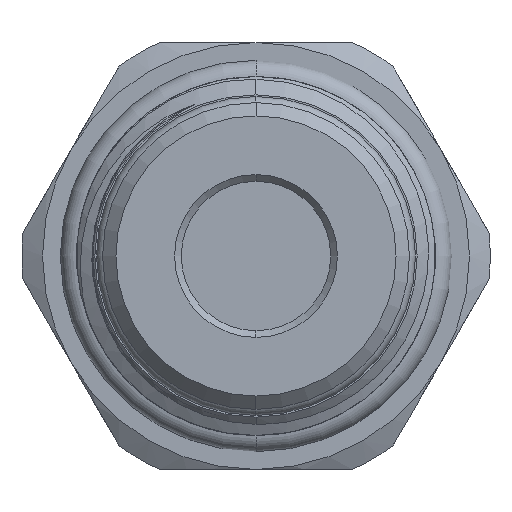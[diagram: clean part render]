
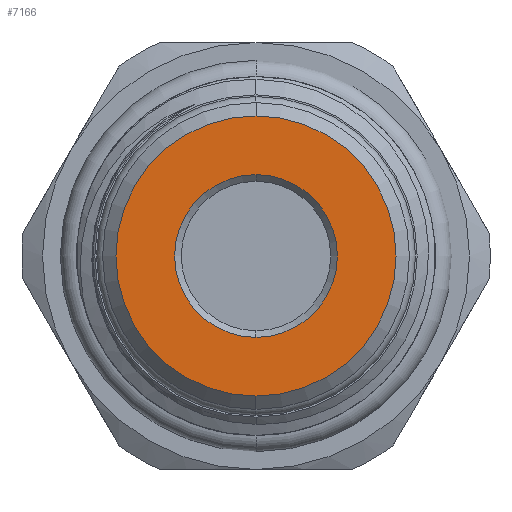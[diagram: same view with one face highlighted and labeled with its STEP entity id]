
A CAD part, left-side view. The second image highlights one B-rep face of the part: STEP entity #7166.
In plain terms, the highlighted planar face has unit normal (-1, 0, 0).
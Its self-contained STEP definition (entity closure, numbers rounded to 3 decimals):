
#399 = EDGE_CURVE ( 'NONE', #1726, #5935, #1191, .T. ) ;
#845 = FACE_OUTER_BOUND ( 'NONE', #4131, .T. ) ;
#979 = CARTESIAN_POINT ( 'NONE',  ( -46.35, 0., 0. ) ) ;
#1191 = CIRCLE ( 'NONE', #10023, 10.5 ) ;
#1726 = VERTEX_POINT ( 'NONE', #7494 ) ;
#1745 = DIRECTION ( 'NONE',  ( 1., 0., 0. ) ) ;
#1826 = VERTEX_POINT ( 'NONE', #9845 ) ;
#2303 = CARTESIAN_POINT ( 'NONE',  ( -46.35, 0., 0. ) ) ;
#3158 = CIRCLE ( 'NONE', #4463, 10.5 ) ;
#3214 = EDGE_CURVE ( 'NONE', #5935, #1726, #3158, .T. ) ;
#3802 = DIRECTION ( 'NONE',  ( 0., 0., 1. ) ) ;
#3894 = CARTESIAN_POINT ( 'NONE',  ( -46.35, 0., 0. ) ) ;
#4104 = AXIS2_PLACEMENT_3D ( 'NONE', #4783, #8636, #4859 ) ;
#4131 = EDGE_LOOP ( 'NONE', ( #6732, #11757 ) ) ;
#4463 = AXIS2_PLACEMENT_3D ( 'NONE', #3894, #10845, #8788 ) ;
#4783 = CARTESIAN_POINT ( 'NONE',  ( -46.35, 0., 0. ) ) ;
#4859 = DIRECTION ( 'NONE',  ( 0., 0., 1. ) ) ;
#4898 = CARTESIAN_POINT ( 'NONE',  ( -46.35, 0., 10.5 ) ) ;
#5935 = VERTEX_POINT ( 'NONE', #4898 ) ;
#5961 = CIRCLE ( 'NONE', #10296, 6.1 ) ;
#5992 = ORIENTED_EDGE ( 'NONE', *, *, #7830, .T. ) ;
#6250 = CIRCLE ( 'NONE', #4104, 6.1 ) ;
#6732 = ORIENTED_EDGE ( 'NONE', *, *, #3214, .T. ) ;
#7166 = ADVANCED_FACE ( 'NONE', ( #845, #8408 ), #10064, .F. ) ;
#7259 = DIRECTION ( 'NONE',  ( 0., 0., 1. ) ) ;
#7494 = CARTESIAN_POINT ( 'NONE',  ( -46.35, 0., -10.5 ) ) ;
#7530 = EDGE_CURVE ( 'NONE', #1826, #11564, #5961, .T. ) ;
#7830 = EDGE_CURVE ( 'NONE', #11564, #1826, #6250, .T. ) ;
#8208 = CARTESIAN_POINT ( 'NONE',  ( -46.35, 0., 0. ) ) ;
#8308 = CARTESIAN_POINT ( 'NONE',  ( -46.35, 0., -6.1 ) ) ;
#8408 = FACE_BOUND ( 'NONE', #10726, .T. ) ;
#8636 = DIRECTION ( 'NONE',  ( 1., 0., 0. ) ) ;
#8788 = DIRECTION ( 'NONE',  ( 0., 0., 1. ) ) ;
#9772 = DIRECTION ( 'NONE',  ( 0., 0., 1. ) ) ;
#9802 = DIRECTION ( 'NONE',  ( -1., 0., 0. ) ) ;
#9845 = CARTESIAN_POINT ( 'NONE',  ( -46.35, 0., 6.1 ) ) ;
#10023 = AXIS2_PLACEMENT_3D ( 'NONE', #979, #9802, #9772 ) ;
#10064 = PLANE ( 'NONE',  #12187 ) ;
#10163 = DIRECTION ( 'NONE',  ( 1., 0., 0. ) ) ;
#10296 = AXIS2_PLACEMENT_3D ( 'NONE', #2303, #1745, #3802 ) ;
#10726 = EDGE_LOOP ( 'NONE', ( #5992, #11451 ) ) ;
#10845 = DIRECTION ( 'NONE',  ( -1., 0., 0. ) ) ;
#11451 = ORIENTED_EDGE ( 'NONE', *, *, #7530, .T. ) ;
#11564 = VERTEX_POINT ( 'NONE', #8308 ) ;
#11757 = ORIENTED_EDGE ( 'NONE', *, *, #399, .T. ) ;
#12187 = AXIS2_PLACEMENT_3D ( 'NONE', #8208, #10163, #7259 ) ;
